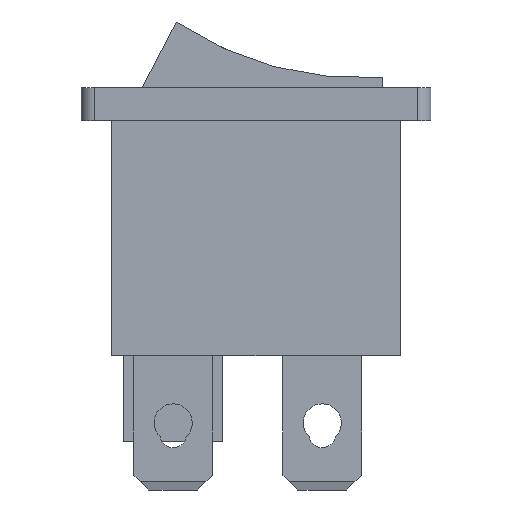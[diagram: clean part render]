
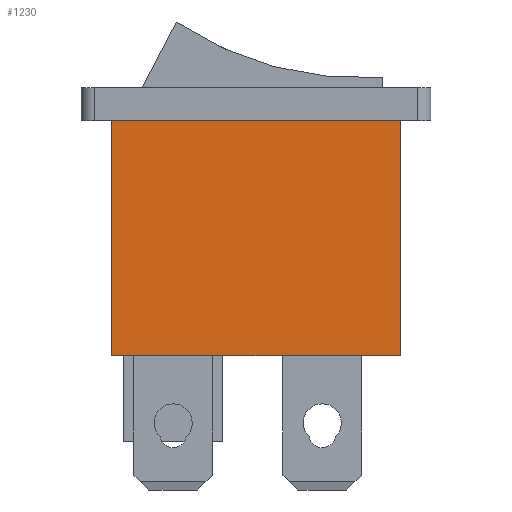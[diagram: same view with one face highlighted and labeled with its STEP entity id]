
A CAD part, front view. The second image highlights one B-rep face of the part: STEP entity #1230.
In plain terms, the highlighted planar face has unit normal (0, -1, 0).
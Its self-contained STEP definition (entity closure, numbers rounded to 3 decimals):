
#1114 = EDGE_CURVE('',#1115,#1117,#1119,.T.);
#1115 = VERTEX_POINT('',#1116);
#1116 = CARTESIAN_POINT('',(-8.7,-6.3,-14.2));
#1117 = VERTEX_POINT('',#1118);
#1118 = CARTESIAN_POINT('',(-8.7,-6.3,0.));
#1119 = SURFACE_CURVE('',#1120,(#1124,#1136),.PCURVE_S1.);
#1120 = LINE('',#1121,#1122);
#1121 = CARTESIAN_POINT('',(-8.7,-6.3,-14.2));
#1122 = VECTOR('',#1123,1.);
#1123 = DIRECTION('',(0.,0.,1.));
#1124 = PCURVE('',#1125,#1130);
#1125 = PLANE('',#1126);
#1126 = AXIS2_PLACEMENT_3D('',#1127,#1128,#1129);
#1127 = CARTESIAN_POINT('',(-8.7,-6.3,-14.2));
#1128 = DIRECTION('',(1.,0.,0.));
#1129 = DIRECTION('',(0.,0.,1.));
#1130 = DEFINITIONAL_REPRESENTATION('',(#1131),#1135);
#1131 = LINE('',#1132,#1133);
#1132 = CARTESIAN_POINT('',(0.,0.));
#1133 = VECTOR('',#1134,1.);
#1134 = DIRECTION('',(1.,0.));
#1135 = ( GEOMETRIC_REPRESENTATION_CONTEXT(2) 
PARAMETRIC_REPRESENTATION_CONTEXT() REPRESENTATION_CONTEXT('2D SPACE',''
  ) );
#1136 = PCURVE('',#1137,#1142);
#1137 = PLANE('',#1138);
#1138 = AXIS2_PLACEMENT_3D('',#1139,#1140,#1141);
#1139 = CARTESIAN_POINT('',(-8.7,-6.3,-14.2));
#1140 = DIRECTION('',(0.,1.,0.));
#1141 = DIRECTION('',(0.,0.,1.));
#1142 = DEFINITIONAL_REPRESENTATION('',(#1143),#1147);
#1143 = LINE('',#1144,#1145);
#1144 = CARTESIAN_POINT('',(0.,0.));
#1145 = VECTOR('',#1146,1.);
#1146 = DIRECTION('',(1.,0.));
#1147 = ( GEOMETRIC_REPRESENTATION_CONTEXT(2) 
PARAMETRIC_REPRESENTATION_CONTEXT() REPRESENTATION_CONTEXT('2D SPACE',''
  ) );
#1165 = PLANE('',#1166);
#1166 = AXIS2_PLACEMENT_3D('',#1167,#1168,#1169);
#1167 = CARTESIAN_POINT('',(-8.7,-6.3,-14.2));
#1168 = DIRECTION('',(0.,0.,1.));
#1169 = DIRECTION('',(1.,0.,0.));
#1219 = PLANE('',#1220);
#1220 = AXIS2_PLACEMENT_3D('',#1221,#1222,#1223);
#1221 = CARTESIAN_POINT('',(-8.7,-6.3,0.));
#1222 = DIRECTION('',(0.,0.,1.));
#1223 = DIRECTION('',(1.,0.,0.));
#1230 = ADVANCED_FACE('',(#1231),#1137,.F.);
#1231 = FACE_BOUND('',#1232,.F.);
#1232 = EDGE_LOOP('',(#1233,#1256,#1257,#1280));
#1233 = ORIENTED_EDGE('',*,*,#1234,.F.);
#1234 = EDGE_CURVE('',#1115,#1235,#1237,.T.);
#1235 = VERTEX_POINT('',#1236);
#1236 = CARTESIAN_POINT('',(8.7,-6.3,-14.2));
#1237 = SURFACE_CURVE('',#1238,(#1242,#1249),.PCURVE_S1.);
#1238 = LINE('',#1239,#1240);
#1239 = CARTESIAN_POINT('',(-8.7,-6.3,-14.2));
#1240 = VECTOR('',#1241,1.);
#1241 = DIRECTION('',(1.,0.,0.));
#1242 = PCURVE('',#1137,#1243);
#1243 = DEFINITIONAL_REPRESENTATION('',(#1244),#1248);
#1244 = LINE('',#1245,#1246);
#1245 = CARTESIAN_POINT('',(0.,0.));
#1246 = VECTOR('',#1247,1.);
#1247 = DIRECTION('',(0.,1.));
#1248 = ( GEOMETRIC_REPRESENTATION_CONTEXT(2) 
PARAMETRIC_REPRESENTATION_CONTEXT() REPRESENTATION_CONTEXT('2D SPACE',''
  ) );
#1249 = PCURVE('',#1165,#1250);
#1250 = DEFINITIONAL_REPRESENTATION('',(#1251),#1255);
#1251 = LINE('',#1252,#1253);
#1252 = CARTESIAN_POINT('',(0.,0.));
#1253 = VECTOR('',#1254,1.);
#1254 = DIRECTION('',(1.,0.));
#1255 = ( GEOMETRIC_REPRESENTATION_CONTEXT(2) 
PARAMETRIC_REPRESENTATION_CONTEXT() REPRESENTATION_CONTEXT('2D SPACE',''
  ) );
#1256 = ORIENTED_EDGE('',*,*,#1114,.T.);
#1257 = ORIENTED_EDGE('',*,*,#1258,.T.);
#1258 = EDGE_CURVE('',#1117,#1259,#1261,.T.);
#1259 = VERTEX_POINT('',#1260);
#1260 = CARTESIAN_POINT('',(8.7,-6.3,0.));
#1261 = SURFACE_CURVE('',#1262,(#1266,#1273),.PCURVE_S1.);
#1262 = LINE('',#1263,#1264);
#1263 = CARTESIAN_POINT('',(-8.7,-6.3,0.));
#1264 = VECTOR('',#1265,1.);
#1265 = DIRECTION('',(1.,0.,0.));
#1266 = PCURVE('',#1137,#1267);
#1267 = DEFINITIONAL_REPRESENTATION('',(#1268),#1272);
#1268 = LINE('',#1269,#1270);
#1269 = CARTESIAN_POINT('',(14.2,0.));
#1270 = VECTOR('',#1271,1.);
#1271 = DIRECTION('',(0.,1.));
#1272 = ( GEOMETRIC_REPRESENTATION_CONTEXT(2) 
PARAMETRIC_REPRESENTATION_CONTEXT() REPRESENTATION_CONTEXT('2D SPACE',''
  ) );
#1273 = PCURVE('',#1219,#1274);
#1274 = DEFINITIONAL_REPRESENTATION('',(#1275),#1279);
#1275 = LINE('',#1276,#1277);
#1276 = CARTESIAN_POINT('',(0.,0.));
#1277 = VECTOR('',#1278,1.);
#1278 = DIRECTION('',(1.,0.));
#1279 = ( GEOMETRIC_REPRESENTATION_CONTEXT(2) 
PARAMETRIC_REPRESENTATION_CONTEXT() REPRESENTATION_CONTEXT('2D SPACE',''
  ) );
#1280 = ORIENTED_EDGE('',*,*,#1281,.F.);
#1281 = EDGE_CURVE('',#1235,#1259,#1282,.T.);
#1282 = SURFACE_CURVE('',#1283,(#1287,#1294),.PCURVE_S1.);
#1283 = LINE('',#1284,#1285);
#1284 = CARTESIAN_POINT('',(8.7,-6.3,-14.2));
#1285 = VECTOR('',#1286,1.);
#1286 = DIRECTION('',(0.,0.,1.));
#1287 = PCURVE('',#1137,#1288);
#1288 = DEFINITIONAL_REPRESENTATION('',(#1289),#1293);
#1289 = LINE('',#1290,#1291);
#1290 = CARTESIAN_POINT('',(0.,17.4));
#1291 = VECTOR('',#1292,1.);
#1292 = DIRECTION('',(1.,0.));
#1293 = ( GEOMETRIC_REPRESENTATION_CONTEXT(2) 
PARAMETRIC_REPRESENTATION_CONTEXT() REPRESENTATION_CONTEXT('2D SPACE',''
  ) );
#1294 = PCURVE('',#1295,#1300);
#1295 = PLANE('',#1296);
#1296 = AXIS2_PLACEMENT_3D('',#1297,#1298,#1299);
#1297 = CARTESIAN_POINT('',(8.7,-6.3,-14.2));
#1298 = DIRECTION('',(1.,0.,0.));
#1299 = DIRECTION('',(0.,0.,1.));
#1300 = DEFINITIONAL_REPRESENTATION('',(#1301),#1305);
#1301 = LINE('',#1302,#1303);
#1302 = CARTESIAN_POINT('',(0.,0.));
#1303 = VECTOR('',#1304,1.);
#1304 = DIRECTION('',(1.,0.));
#1305 = ( GEOMETRIC_REPRESENTATION_CONTEXT(2) 
PARAMETRIC_REPRESENTATION_CONTEXT() REPRESENTATION_CONTEXT('2D SPACE',''
  ) );
